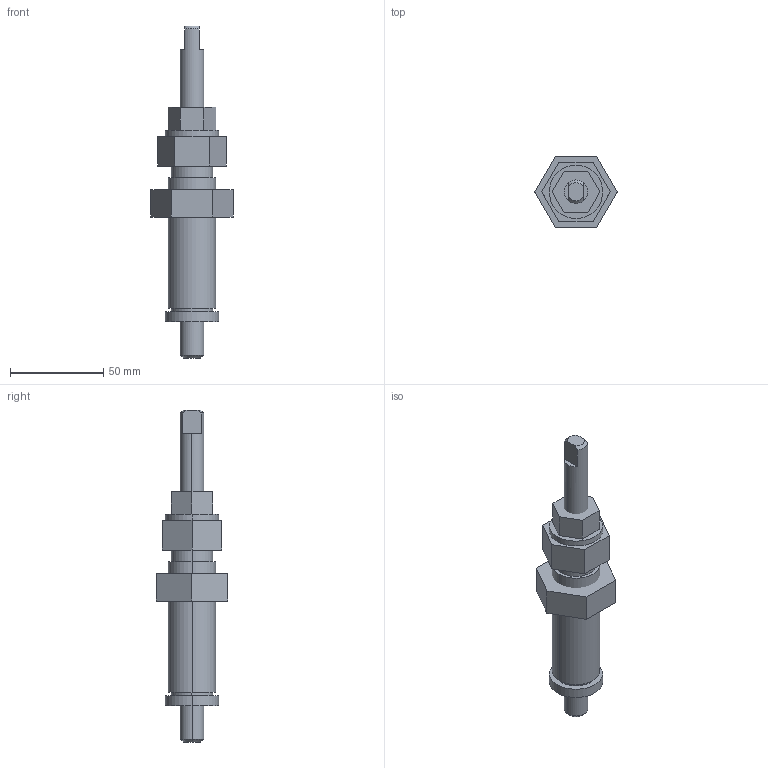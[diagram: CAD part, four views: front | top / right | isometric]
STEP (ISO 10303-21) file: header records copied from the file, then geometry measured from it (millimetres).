
FILE_DESCRIPTION((''),'2;1');
FILE_NAME('LJ1003A.stp','2000-07-03T12:18:09',(''),(''),'AutoCAD STEP 2000','AutoCAD 2000',', , ');
FILE_SCHEMA(('CONFIG_CONTROL_DESIGN'));
Length unit declared in the file: inch
Bounding box: 43.99 x 38.1 x 177.8 mm (x, y, z)
Volume: 88904 mm3; surface area: 27284.3 mm2
Topology: 3 solids, 3 shells, 54 faces, 124 edges, 82 vertices
Faces by surface type: plane 34, cylinder 16, cone 4
Entity records: 1631 total; most frequent: DIRECTION 270, CARTESIAN_POINT 269, ORIENTED_EDGE 248, EDGE_CURVE 124, AXIS2_PLACEMENT_3D 95, VERTEX_POINT 82, VECTOR 80, LINE 80
